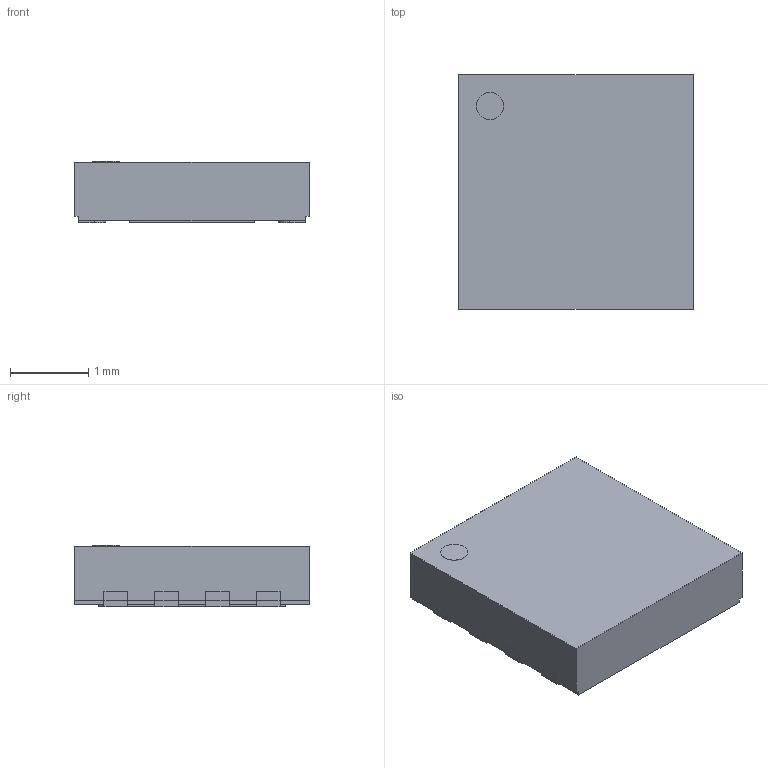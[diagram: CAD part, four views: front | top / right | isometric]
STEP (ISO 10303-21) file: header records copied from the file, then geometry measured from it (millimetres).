
FILE_DESCRIPTION(/* description */ (''),/* implementation_level */ '2;1');
FILE_NAME(/* name */ 'DRB0008F.step',/* time_stamp */ '2025-08-28T20:38:08+02:00',/* author */ (''),/* organization */ (''),/* preprocessor_version */ 'ST-DEVELOPER v20.1',/* originating_system */ 'Autodesk Translation Framework v14.10.0.0',/* authorisation */ '');
FILE_SCHEMA (('AUTOMOTIVE_DESIGN { 1 0 10303 214 3 1 1 }'));
Length unit declared in the file: millimetre
Products named in the file (3): DRB0008F_ASM; BODY-SON_AF0; FRAME-DRB0008F_AF0
Assembly tree (2 placements, depth 2):
  DRB0008F_ASM
    BODY-SON_AF0
    FRAME-DRB0008F_AF0
Bounding box: 3 x 3 x 0.79 mm (x, y, z)
Volume: 6.9 mm3; surface area: 48.1 mm2
Topology: 11 solids, 11 shells, 148 faces, 369 edges, 246 vertices
Faces by surface type: plane 131, cylinder 17
Full cylindrical faces by diameter (mm): 0.35 x1
Entity records: 4485 total; most frequent: CARTESIAN_POINT 768, ORIENTED_EDGE 738, DIRECTION 709, EDGE_CURVE 369, LINE 335, VECTOR 335, VERTEX_POINT 246, AXIS2_PLACEMENT_3D 187
